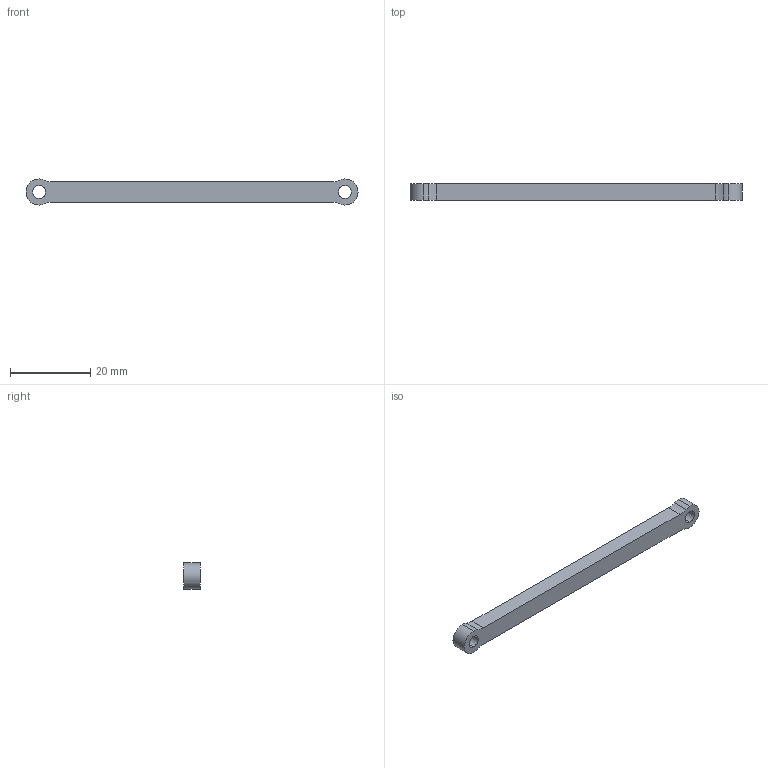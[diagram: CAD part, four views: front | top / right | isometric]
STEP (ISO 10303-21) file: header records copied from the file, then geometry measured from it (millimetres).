
FILE_DESCRIPTION (( 'STEP AP214' ), '1' );
FILE_NAME ('Connecteur aileron V1.STEP', '2019-07-27T15:07:22', ( '' ), ( '' ), 'SwSTEP 2.0', 'SolidWorks 2017', '' );
FILE_SCHEMA (( 'AUTOMOTIVE_DESIGN' ));
Length unit declared in the file: millimetre
Products named in the file (1): Connecteur aileron V1
Bounding box: 82.5 x 4 x 6.5 mm (x, y, z)
Volume: 1607.5 mm3; surface area: 1575.6 mm2
Topology: 1 solids, 1 shells, 18 faces, 48 edges, 32 vertices
Faces by surface type: cylinder 14, plane 4
Entity records: 622 total; most frequent: DIRECTION 114, CARTESIAN_POINT 99, ORIENTED_EDGE 96, EDGE_CURVE 48, AXIS2_PLACEMENT_3D 47, VERTEX_POINT 32, CIRCLE 28, EDGE_LOOP 22
